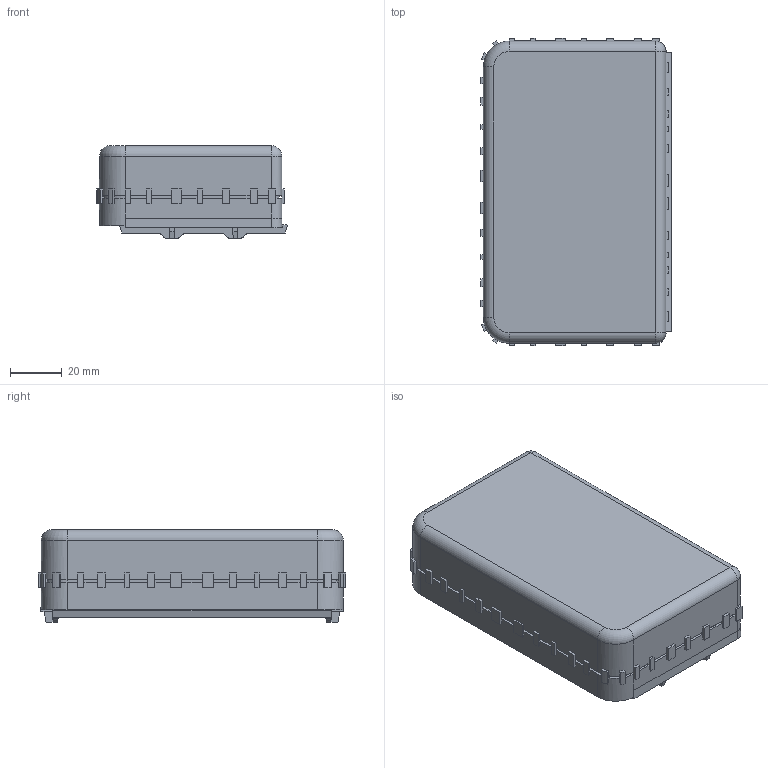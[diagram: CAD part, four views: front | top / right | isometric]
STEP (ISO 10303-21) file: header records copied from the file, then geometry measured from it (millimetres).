
FILE_DESCRIPTION(/* description */ (''),/* implementation_level */ '2;1');
FILE_NAME(/* name */ 'frankenstine-top-plate v1.step',/* time_stamp */ '2023-05-29T14:14:15+01:00',/* author */ (''),/* organization */ (''),/* preprocessor_version */ 'ST-DEVELOPER v19.2',/* originating_system */ 'Autodesk Translation Framework v12.4.0.73',/* authorisation */ '');
FILE_SCHEMA (('AUTOMOTIVE_DESIGN { 1 0 10303 214 3 1 1 }'));
Length unit declared in the file: millimetre
Products named in the file (1): frankenstine-top-plate
Bounding box: 73.63 x 119.03 x 35.75 mm (x, y, z)
Volume: 52634.7 mm3; surface area: 54394.3 mm2
Topology: 1 solids, 1 shells, 429 faces, 1347 edges, 847 vertices
Faces by surface type: plane 383, cylinder 42, torus 2, sphere 2
Entity records: 15121 total; most frequent: ORIENTED_EDGE 2690, CARTESIAN_POINT 2622, DIRECTION 2313, EDGE_CURVE 1345, LINE 1237, VECTOR 1237, VERTEX_POINT 847, AXIS2_PLACEMENT_3D 538
